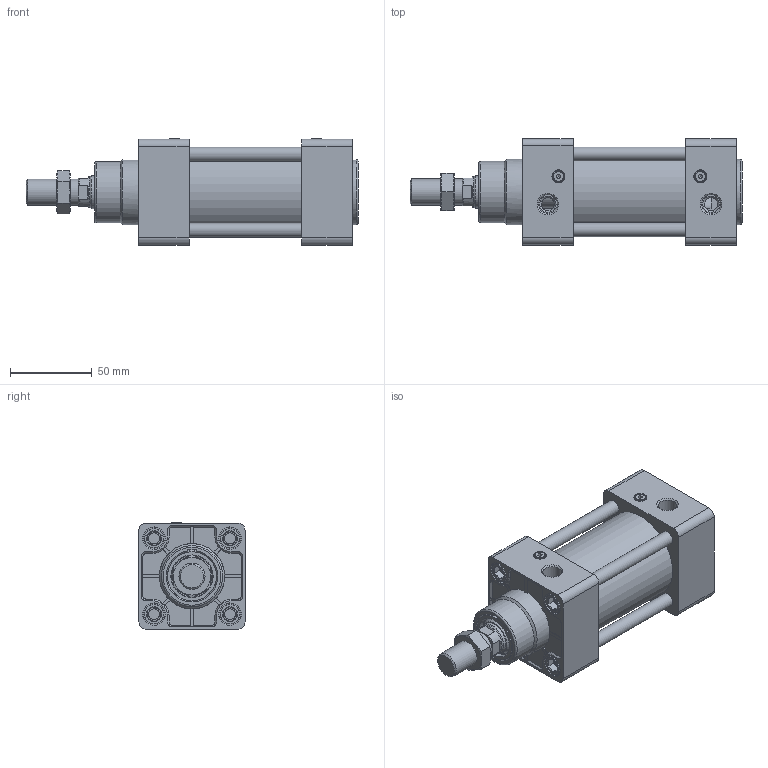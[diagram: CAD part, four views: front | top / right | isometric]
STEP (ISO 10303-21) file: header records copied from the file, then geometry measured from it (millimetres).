
FILE_DESCRIPTION( ( 'STEP AP203' ), '1' );
FILE_NAME( 'VBC50X25-0(0).stp', '2021-10-12T01:54:17', ( 'License CC BY-ND 4.0' ), ( 'CADENAS' ), ' ', 'PARTsolutions', ' ' );
FILE_SCHEMA( ( 'CONFIG_CONTROL_DESIGN' ) );
Length unit declared in the file: millimetre
Products named in the file (4): VBC50X25-0(0); _VBC50X25-0(0)_dummy; _VBC50x25; _50x25-0
Assembly tree (3 placements, depth 2):
  VBC50X25-0(0)
    _VBC50X25-0(0)_dummy
    _VBC50x25
    _50x25-0
Bounding box: 203.5 x 65 x 65.3 mm (x, y, z)
Volume: 397331.6 mm3; surface area: 109498.9 mm2
Topology: 2 solids, 4 shells, 488 faces, 1075 edges, 661 vertices
Faces by surface type: plane 266, cone 119, cylinder 90, torus 12, bspline 1
Full cylindrical faces by diameter (mm): 1.9 x2, 2.5 x2, 4 x2, 5.4 x2, 6 x2, 6.647 x8, 6.7 x2, 6.9 x2, 7 x4, 8 x8, 8.5 x4, 11.445 x2, 12 x8, 13.5 x8, 16 x2, 19 x1, 20 x3, 30 x2, 37.5 x1, 40 x2, 50 x2, 55 x1
Entity records: 13414 total; most frequent: CARTESIAN_POINT 3014, DIRECTION 2202, ORIENTED_EDGE 1862, EDGE_CURVE 931, AXIS2_PLACEMENT_3D 878, EDGE_LOOP 694, VERTEX_POINT 643, FACE_OUTER_BOUND 570
